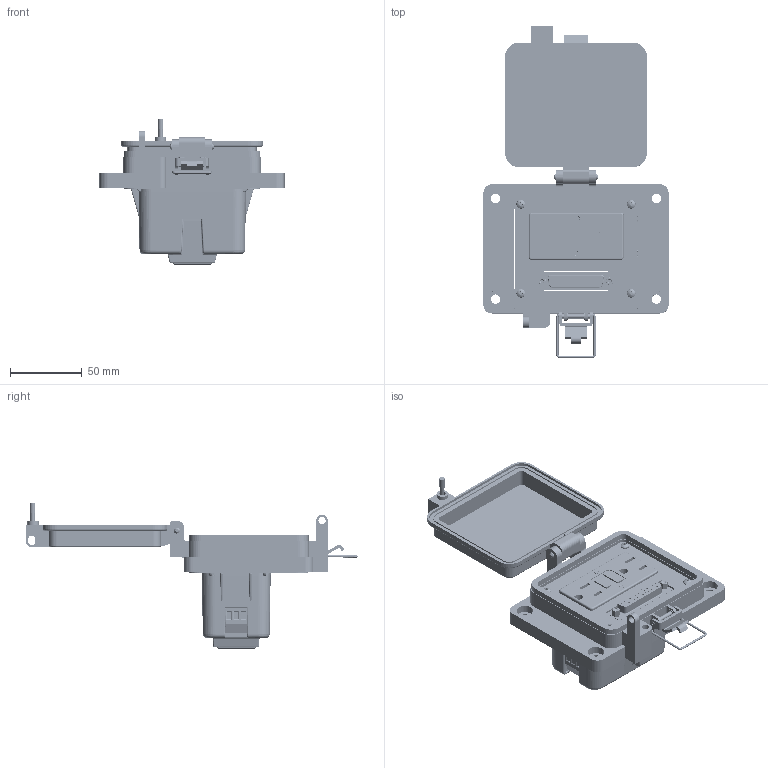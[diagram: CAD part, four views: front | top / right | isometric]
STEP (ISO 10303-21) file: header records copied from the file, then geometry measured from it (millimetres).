
FILE_DESCRIPTION (( 'STEP AP203' ), '1' );
FILE_NAME ('P-P2-K3RF0_3D.STEP', '2022-07-07T13:19:01', ( '' ), ( '' ), 'SwSTEP 2.0', 'SolidWorks 2021', '' );
FILE_SCHEMA (( 'CONFIG_CONTROL_DESIGN' ));
Length unit declared in the file: millimetre
Products named in the file (13): Z-H-K3_B; Z-120-RIOF-SHELL; P-P2-K3RF0_3D; Z-020-2033; RF; P-P2-K3RF0_FP060_1; Z-200-OTLT-RIOF-15A; Z-000-440316 NUT_95130A110; Z-200-OTLT-GFIH-15A_sheared; 92005A124_METRIC PAN HEAD PHILLIPS MACHINE SCREW_92005A124; Z-000-440316 JACK SCREW_92710A212; P-P2-K3RF0_TP180_1; -K3
Assembly tree (17 placements, depth 4):
  P-P2-K3RF0_3D
    -K3
      Z-H-K3_B
    P-P2-K3RF0_FP060_1
    P-P2-K3RF0_TP180_1
    Z-020-2033
    Z-000-440316 JACK SCREW_92710A212  x2
    Z-000-440316 NUT_95130A110  x2
    RF
      Z-200-OTLT-RIOF-15A
        Z-120-RIOF-SHELL
        Z-200-OTLT-GFIH-15A_sheared
    92005A124_METRIC PAN HEAD PHILLIPS MACHINE SCREW_92005A124  x4
Bounding box: 129 x 231.18 x 101.47 mm (x, y, z)
Volume: 287711.9 mm3; surface area: 176295.5 mm2
Topology: 38 solids, 44 shells, 5960 faces, 15368 edges, 9695 vertices
Faces by surface type: plane 2265, cylinder 2212, bspline 1144, cone 192, torus 89, sphere 58
Entity records: 218772 total; most frequent: CARTESIAN_POINT 101438, ORIENTED_EDGE 26706, DIRECTION 20145, EDGE_CURVE 13353, VERTEX_POINT 8377, VECTOR 7487, LINE 7487, AXIS2_PLACEMENT_3D 6329
